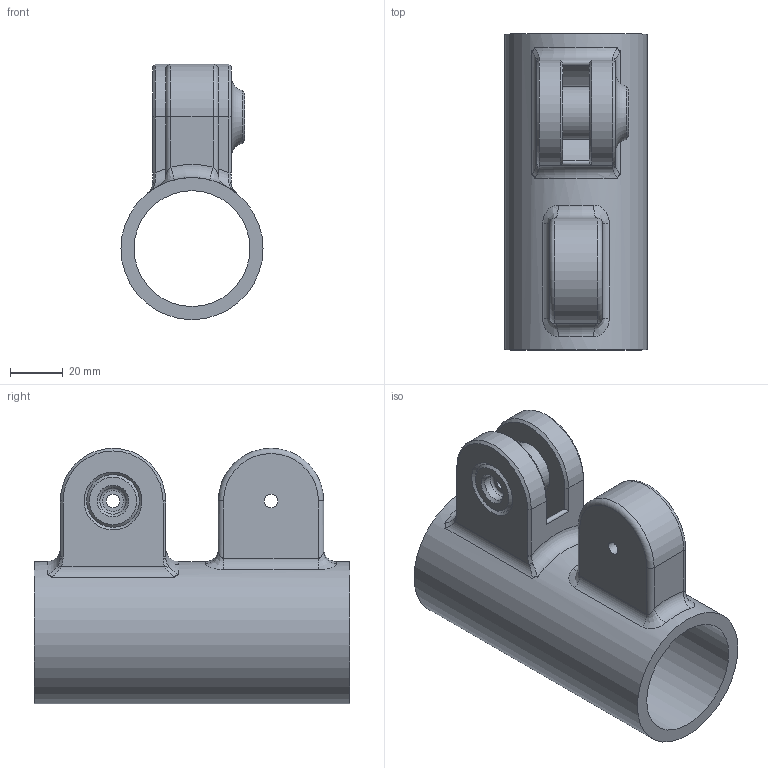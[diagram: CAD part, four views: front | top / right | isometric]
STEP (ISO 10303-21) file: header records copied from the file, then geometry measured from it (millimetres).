
FILE_DESCRIPTION(/* description */ (''),/* implementation_level */ '2;1');
FILE_NAME(/* name */ 'b906c787-15ee-48bc-96b8-db8c83b959f8.stp',/* time_stamp */ '2019-04-16T02:15:34+00:00',/* author */ (''),/* organization */ (''),/* preprocessor_version */ 'ST-DEVELOPER v18',/* originating_system */ 'Autodesk Translation Framework v8.2.0.1029',/* authorisation */ '');
FILE_SCHEMA (('AUTOMOTIVE_DESIGN { 1 0 10303 214 3 1 1 }'));
Length unit declared in the file: millimetre
Products named in the file (2): Head Tube 2; Head Tube Plug
Assembly tree (1 placements, depth 2):
  Head Tube 2
    Head Tube Plug
Bounding box: 54 x 120 x 97 mm (x, y, z)
Volume: 162576.6 mm3; surface area: 53433.9 mm2
Topology: 2 solids, 2 shells, 125 faces, 286 edges, 171 vertices
Faces by surface type: plane 38, cylinder 35, bspline 20, cone 17, torus 9, sphere 6
Full cylindrical faces by diameter (mm): 5 x3, 10 x1, 20 x3, 44 x1, 54 x1
Entity records: 4182 total; most frequent: CARTESIAN_POINT 1361, ORIENTED_EDGE 572, DIRECTION 570, EDGE_CURVE 286, AXIS2_PLACEMENT_3D 220, VERTEX_POINT 171, EDGE_LOOP 141, LINE 130
